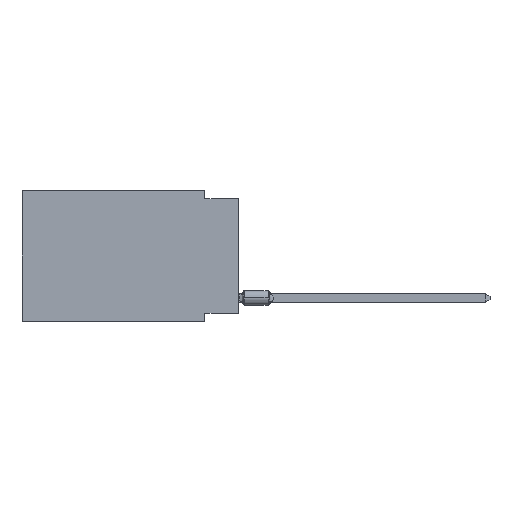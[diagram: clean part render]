
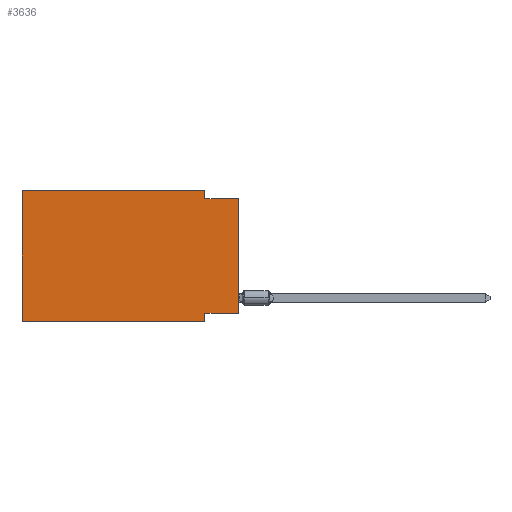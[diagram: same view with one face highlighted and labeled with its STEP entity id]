
A CAD part, left-side view. The second image highlights one B-rep face of the part: STEP entity #3636.
In plain terms, the highlighted planar face has unit normal (-1, 0, 0).
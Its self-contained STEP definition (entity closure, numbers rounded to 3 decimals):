
#278 = DIRECTION ( 'NONE',  ( 0., 0., 1. ) ) ;
#621 = DIRECTION ( 'NONE',  ( 1., 0., 0. ) ) ;
#1142 = VERTEX_POINT ( 'NONE', #19646 ) ;
#1861 = VERTEX_POINT ( 'NONE', #2673 ) ;
#1874 = VERTEX_POINT ( 'NONE', #19361 ) ;
#2147 = VECTOR ( 'NONE', #3409, 1000. ) ;
#2206 = DIRECTION ( 'NONE',  ( 0., -1., 0. ) ) ;
#2673 = CARTESIAN_POINT ( 'NONE',  ( 0., 16.383, 0. ) ) ;
#2710 = VECTOR ( 'NONE', #19487, 1000. ) ;
#3071 = VERTEX_POINT ( 'NONE', #16167 ) ;
#3097 = ORIENTED_EDGE ( 'NONE', *, *, #13932, .T. ) ;
#3409 = DIRECTION ( 'NONE',  ( 0., 0., -1. ) ) ;
#3622 = EDGE_CURVE ( 'NONE', #3721, #1142, #8801, .T. ) ;
#3636 = ADVANCED_FACE ( 'NONE', ( #9967 ), #10389, .F. ) ;
#3721 = VERTEX_POINT ( 'NONE', #5512 ) ;
#3921 = LINE ( 'NONE', #10391, #5659 ) ;
#4324 = EDGE_CURVE ( 'NONE', #16330, #3721, #10980, .T. ) ;
#5423 = AXIS2_PLACEMENT_3D ( 'NONE', #13481, #621, #16658 ) ;
#5475 = VECTOR ( 'NONE', #18241, 1000. ) ;
#5512 = CARTESIAN_POINT ( 'NONE',  ( 0., 2.54, -0.635 ) ) ;
#5659 = VECTOR ( 'NONE', #8484, 1000. ) ;
#6400 = ORIENTED_EDGE ( 'NONE', *, *, #16225, .F. ) ;
#6687 = VECTOR ( 'NONE', #6754, 1000. ) ;
#6754 = DIRECTION ( 'NONE',  ( 0., 0., 1. ) ) ;
#8411 = CARTESIAN_POINT ( 'NONE',  ( 0., 2.54, -9.906 ) ) ;
#8484 = DIRECTION ( 'NONE',  ( 0., -1., 0. ) ) ;
#8567 = CARTESIAN_POINT ( 'NONE',  ( 0., 0., -9.271 ) ) ;
#8676 = LINE ( 'NONE', #8567, #5475 ) ;
#8793 = LINE ( 'NONE', #16769, #18367 ) ;
#8801 = LINE ( 'NONE', #15287, #11168 ) ;
#9353 = EDGE_LOOP ( 'NONE', ( #11416, #10765, #14893, #12531, #15928, #3097, #6400, #14716 ) ) ;
#9713 = CARTESIAN_POINT ( 'NONE',  ( 0., 2.54, -9.271 ) ) ;
#9967 = FACE_OUTER_BOUND ( 'NONE', #9353, .T. ) ;
#10389 = PLANE ( 'NONE',  #5423 ) ;
#10391 = CARTESIAN_POINT ( 'NONE',  ( 0., 16.383, -9.906 ) ) ;
#10765 = ORIENTED_EDGE ( 'NONE', *, *, #3622, .F. ) ;
#10980 = LINE ( 'NONE', #20878, #2710 ) ;
#11168 = VECTOR ( 'NONE', #16551, 1000. ) ;
#11330 = CARTESIAN_POINT ( 'NONE',  ( 0., 0., 0. ) ) ;
#11416 = ORIENTED_EDGE ( 'NONE', *, *, #15352, .T. ) ;
#11578 = VERTEX_POINT ( 'NONE', #16640 ) ;
#12531 = ORIENTED_EDGE ( 'NONE', *, *, #17171, .F. ) ;
#12722 = EDGE_CURVE ( 'NONE', #1874, #1861, #13363, .T. ) ;
#13363 = LINE ( 'NONE', #18476, #6687 ) ;
#13481 = CARTESIAN_POINT ( 'NONE',  ( 0., 16.383, 0. ) ) ;
#13932 = EDGE_CURVE ( 'NONE', #1874, #3071, #3921, .T. ) ;
#13979 = VECTOR ( 'NONE', #278, 1000. ) ;
#14278 = EDGE_CURVE ( 'NONE', #11578, #17381, #8676, .T. ) ;
#14716 = ORIENTED_EDGE ( 'NONE', *, *, #14278, .F. ) ;
#14893 = ORIENTED_EDGE ( 'NONE', *, *, #4324, .F. ) ;
#15287 = CARTESIAN_POINT ( 'NONE',  ( 0., 0., -0.635 ) ) ;
#15352 = EDGE_CURVE ( 'NONE', #11578, #1142, #19516, .T. ) ;
#15523 = CARTESIAN_POINT ( 'NONE',  ( 0., 2.54, 0. ) ) ;
#15928 = ORIENTED_EDGE ( 'NONE', *, *, #12722, .F. ) ;
#16167 = CARTESIAN_POINT ( 'NONE',  ( 0., 2.54, -9.906 ) ) ;
#16225 = EDGE_CURVE ( 'NONE', #17381, #3071, #19890, .T. ) ;
#16330 = VERTEX_POINT ( 'NONE', #15523 ) ;
#16551 = DIRECTION ( 'NONE',  ( 0., -1., 0. ) ) ;
#16640 = CARTESIAN_POINT ( 'NONE',  ( 0., 0., -9.271 ) ) ;
#16658 = DIRECTION ( 'NONE',  ( 0., 0., -1. ) ) ;
#16769 = CARTESIAN_POINT ( 'NONE',  ( 0., 16.383, 0. ) ) ;
#17171 = EDGE_CURVE ( 'NONE', #1861, #16330, #8793, .T. ) ;
#17381 = VERTEX_POINT ( 'NONE', #9713 ) ;
#18241 = DIRECTION ( 'NONE',  ( 0., 1., 0. ) ) ;
#18367 = VECTOR ( 'NONE', #2206, 1000. ) ;
#18476 = CARTESIAN_POINT ( 'NONE',  ( 0., 16.383, 0. ) ) ;
#19361 = CARTESIAN_POINT ( 'NONE',  ( 0., 16.383, -9.906 ) ) ;
#19487 = DIRECTION ( 'NONE',  ( 0., 0., -1. ) ) ;
#19516 = LINE ( 'NONE', #11330, #13979 ) ;
#19646 = CARTESIAN_POINT ( 'NONE',  ( 0., 0., -0.635 ) ) ;
#19890 = LINE ( 'NONE', #8411, #2147 ) ;
#20878 = CARTESIAN_POINT ( 'NONE',  ( 0., 2.54, 0. ) ) ;
